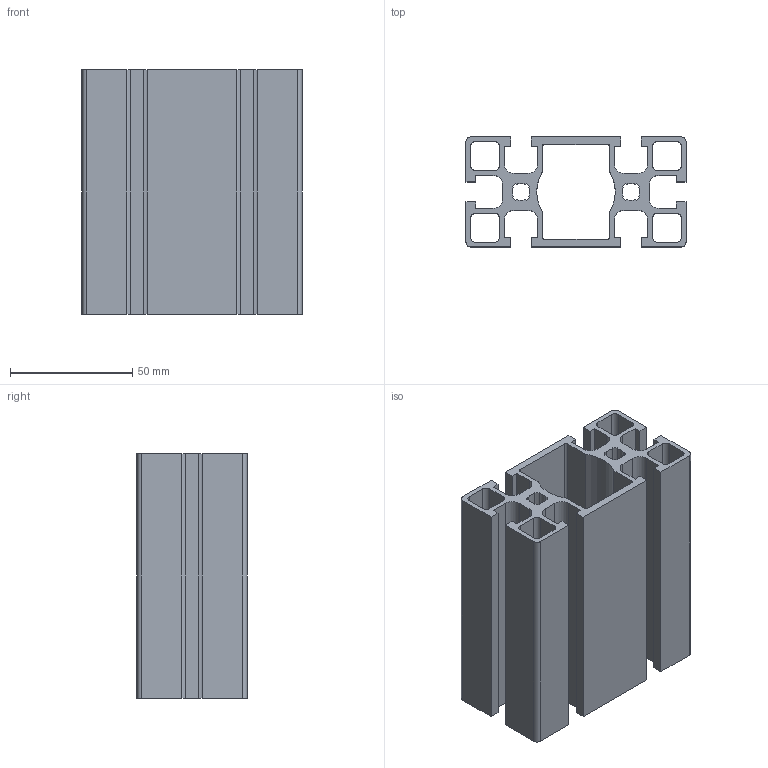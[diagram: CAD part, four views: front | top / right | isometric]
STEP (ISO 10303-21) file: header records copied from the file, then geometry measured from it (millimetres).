
FILE_DESCRIPTION((''),'2;1');
FILE_NAME('K_104590L_100.stp','2013-02-18T10:52:13',('VeronikaF'),(''),'Autodesk Inventor 2011','Autodesk Inventor 2011','');
FILE_SCHEMA(('AUTOMOTIVE_DESIGN { 1 0 10303 214 1 1 1 1 }'));
Length unit declared in the file: millimetre
Products named in the file (1): 104590L
Bounding box: 90 x 45 x 100 mm (x, y, z)
Volume: 122720 mm3; surface area: 88034.8 mm2
Topology: 1 solids, 1 shells, 146 faces, 432 edges, 288 vertices
Faces by surface type: plane 92, cylinder 54
Entity records: 4938 total; most frequent: CARTESIAN_POINT 867, ORIENTED_EDGE 864, DIRECTION 834, EDGE_CURVE 432, VECTOR 324, LINE 324, VERTEX_POINT 288, AXIS2_PLACEMENT_3D 255
